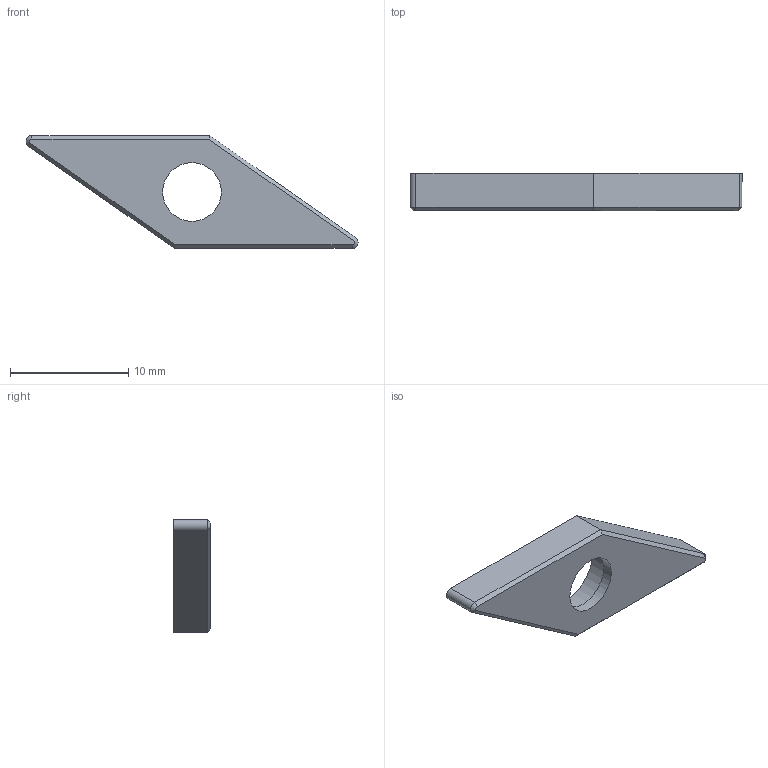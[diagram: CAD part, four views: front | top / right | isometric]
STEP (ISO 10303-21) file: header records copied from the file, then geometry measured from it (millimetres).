
FILE_DESCRIPTION (( 'STEP AP214' ), '1' );
FILE_NAME ('WVD.ER2.101.003.STEP', '2020-09-23T07:16:19', ( '' ), ( '' ), 'SwSTEP 2.0', 'SolidWorks 2017', '' );
FILE_SCHEMA (( 'AUTOMOTIVE_DESIGN' ));
Length unit declared in the file: millimetre
Products named in the file (1): WVD.ER2.101.003
Bounding box: 28.04 x 3.18 x 9.53 mm (x, y, z)
Volume: 400.1 mm3; surface area: 517.7 mm2
Topology: 1 solids, 1 shells, 17 faces, 38 edges, 23 vertices
Faces by surface type: plane 10, cylinder 4, cone 3
Full cylindrical faces by diameter (mm): 4.95 x1, 6.9 x1
Entity records: 480 total; most frequent: DIRECTION 80, CARTESIAN_POINT 74, ORIENTED_EDGE 68, EDGE_CURVE 34, AXIS2_PLACEMENT_3D 28, VECTOR 24, LINE 24, VERTEX_POINT 22
